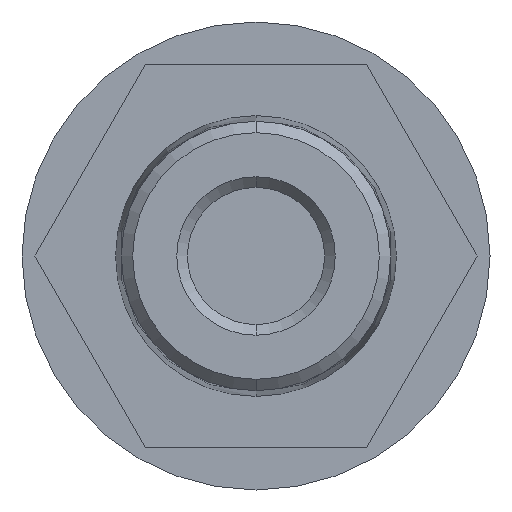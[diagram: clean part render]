
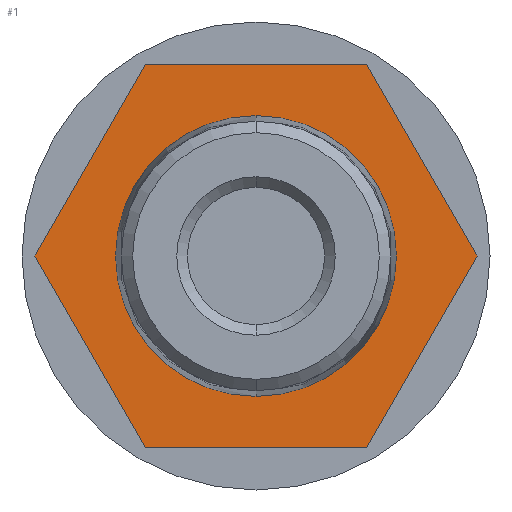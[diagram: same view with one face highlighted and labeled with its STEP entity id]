
A CAD part, front view. The second image highlights one B-rep face of the part: STEP entity #1.
In plain terms, the highlighted planar face has unit normal (0, -1, 0).
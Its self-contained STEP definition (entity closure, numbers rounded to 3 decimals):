
#1 = ADVANCED_FACE ( 'NONE', ( #193, #191 ), #340, .F. ) ;
#2 = ORIENTED_EDGE ( 'NONE', *, *, #8, .T. ) ;
#4 = VERTEX_POINT ( 'NONE', #192 ) ;
#5 = VERTEX_POINT ( 'NONE', #230 ) ;
#6 = VERTEX_POINT ( 'NONE', #229 ) ;
#7 = ORIENTED_EDGE ( 'NONE', *, *, #23, .T. ) ;
#8 = EDGE_CURVE ( 'NONE', #5, #74, #335, .T. ) ;
#15 = EDGE_CURVE ( 'NONE', #74, #72, #268, .T. ) ;
#16 = ORIENTED_EDGE ( 'NONE', *, *, #15, .T. ) ;
#22 = ORIENTED_EDGE ( 'NONE', *, *, #83, .T. ) ;
#23 = EDGE_CURVE ( 'NONE', #72, #6, #206, .T. ) ;
#24 = ORIENTED_EDGE ( 'NONE', *, *, #25, .T. ) ;
#25 = EDGE_CURVE ( 'NONE', #6, #26, #200, .T. ) ;
#26 = VERTEX_POINT ( 'NONE', #201 ) ;
#28 = EDGE_LOOP ( 'NONE', ( #95, #2, #16, #7, #24, #22 ) ) ;
#48 = AXIS2_PLACEMENT_3D ( 'NONE', #62, #61, #66 ) ;
#61 = DIRECTION ( 'NONE',  ( 0., -1., 0. ) ) ;
#62 = CARTESIAN_POINT ( 'NONE',  ( 0., 9.2, 0. ) ) ;
#63 = CARTESIAN_POINT ( 'NONE',  ( 0., 9.2, 0. ) ) ;
#64 = AXIS2_PLACEMENT_3D ( 'NONE', #63, #342, #341 ) ;
#65 = CIRCLE ( 'NONE', #64, 6.6 ) ;
#66 = DIRECTION ( 'NONE',  ( 0., 0., 1. ) ) ;
#72 = VERTEX_POINT ( 'NONE', #163 ) ;
#74 = VERTEX_POINT ( 'NONE', #348 ) ;
#75 = EDGE_CURVE ( 'NONE', #4, #5, #238, .T. ) ;
#77 = ORIENTED_EDGE ( 'NONE', *, *, #154, .F. ) ;
#83 = EDGE_CURVE ( 'NONE', #26, #4, #363, .T. ) ;
#84 = EDGE_CURVE ( 'NONE', #150, #115, #98, .T. ) ;
#85 = EDGE_LOOP ( 'NONE', ( #87, #77 ) ) ;
#87 = ORIENTED_EDGE ( 'NONE', *, *, #84, .F. ) ;
#95 = ORIENTED_EDGE ( 'NONE', *, *, #75, .T. ) ;
#98 = CIRCLE ( 'NONE', #48, 6.6 ) ;
#115 = VERTEX_POINT ( 'NONE', #438 ) ;
#150 = VERTEX_POINT ( 'NONE', #371 ) ;
#154 = EDGE_CURVE ( 'NONE', #115, #150, #65, .T. ) ;
#163 = CARTESIAN_POINT ( 'NONE',  ( -5.196, 9.2, 9. ) ) ;
#191 = FACE_BOUND ( 'NONE', #85, .T. ) ;
#192 = CARTESIAN_POINT ( 'NONE',  ( 5.196, 9.2, -9. ) ) ;
#193 = FACE_OUTER_BOUND ( 'NONE', #28, .T. ) ;
#199 = CARTESIAN_POINT ( 'NONE',  ( -5.196, 9.2, -9. ) ) ;
#200 = LINE ( 'NONE', #199, #330 ) ;
#201 = CARTESIAN_POINT ( 'NONE',  ( -5.196, 9.2, -9. ) ) ;
#203 = DIRECTION ( 'NONE',  ( -0.5, 0., -0.866 ) ) ;
#204 = VECTOR ( 'NONE', #203, 1000. ) ;
#205 = CARTESIAN_POINT ( 'NONE',  ( -10.392, 9.2, 0. ) ) ;
#206 = LINE ( 'NONE', #205, #204 ) ;
#229 = CARTESIAN_POINT ( 'NONE',  ( -10.392, 9.2, 0. ) ) ;
#230 = CARTESIAN_POINT ( 'NONE',  ( 10.392, 9.2, 0. ) ) ;
#238 = LINE ( 'NONE', #345, #344 ) ;
#258 = DIRECTION ( 'NONE',  ( -1., 0., 0. ) ) ;
#259 = VECTOR ( 'NONE', #258, 1000. ) ;
#267 = CARTESIAN_POINT ( 'NONE',  ( -5.196, 9.2, 9. ) ) ;
#268 = LINE ( 'NONE', #267, #259 ) ;
#269 = DIRECTION ( 'NONE',  ( -0.5, 0., 0.866 ) ) ;
#270 = VECTOR ( 'NONE', #269, 1000. ) ;
#329 = DIRECTION ( 'NONE',  ( 0.5, 0., -0.866 ) ) ;
#330 = VECTOR ( 'NONE', #329, 1000. ) ;
#334 = CARTESIAN_POINT ( 'NONE',  ( 5.196, 9.2, 9. ) ) ;
#335 = LINE ( 'NONE', #334, #270 ) ;
#336 = DIRECTION ( 'NONE',  ( 0., 0., 1. ) ) ;
#337 = DIRECTION ( 'NONE',  ( 0., 1., 0. ) ) ;
#338 = CARTESIAN_POINT ( 'NONE',  ( 0., 9.2, 0. ) ) ;
#339 = AXIS2_PLACEMENT_3D ( 'NONE', #338, #337, #336 ) ;
#340 = PLANE ( 'NONE',  #339 ) ;
#341 = DIRECTION ( 'NONE',  ( 0., 0., 1. ) ) ;
#342 = DIRECTION ( 'NONE',  ( 0., -1., 0. ) ) ;
#343 = DIRECTION ( 'NONE',  ( 0.5, 0., 0.866 ) ) ;
#344 = VECTOR ( 'NONE', #343, 1000. ) ;
#345 = CARTESIAN_POINT ( 'NONE',  ( 10.392, 9.2, 0. ) ) ;
#348 = CARTESIAN_POINT ( 'NONE',  ( 5.196, 9.2, 9. ) ) ;
#360 = DIRECTION ( 'NONE',  ( 1., 0., 0. ) ) ;
#361 = VECTOR ( 'NONE', #360, 1000. ) ;
#362 = CARTESIAN_POINT ( 'NONE',  ( 5.196, 9.2, -9. ) ) ;
#363 = LINE ( 'NONE', #362, #361 ) ;
#371 = CARTESIAN_POINT ( 'NONE',  ( 0., 9.2, 6.6 ) ) ;
#438 = CARTESIAN_POINT ( 'NONE',  ( 0., 9.2, -6.6 ) ) ;
